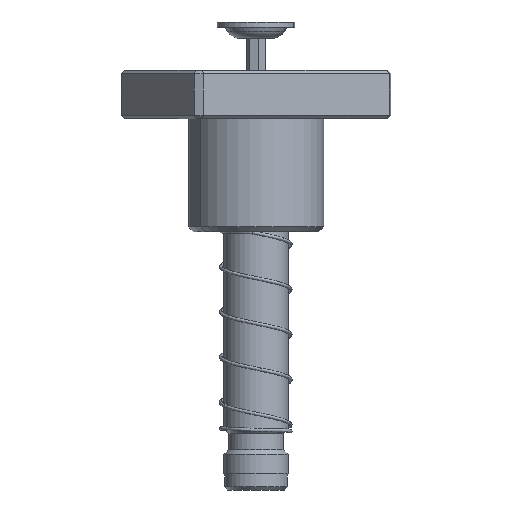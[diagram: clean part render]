
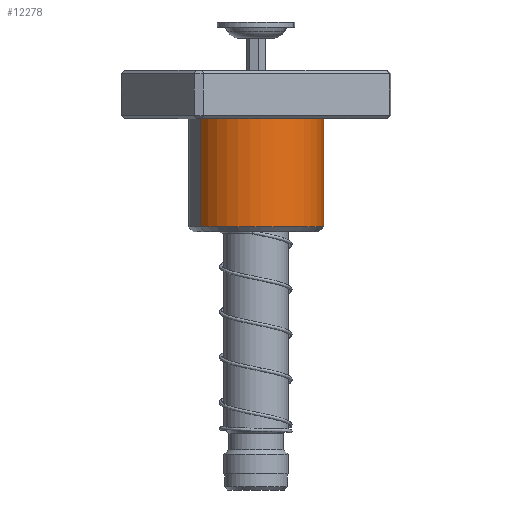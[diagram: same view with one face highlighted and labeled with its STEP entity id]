
A CAD part, front view. The second image highlights one B-rep face of the part: STEP entity #12278.
In plain terms, the highlighted cylindrical face has radius 21 mm (diameter 42 mm), a partial arc.
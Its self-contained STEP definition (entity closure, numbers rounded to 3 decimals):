
#127 = AXIS2_PLACEMENT_3D ( 'NONE', #16901, #12446, #18904 ) ;
#479 = ORIENTED_EDGE ( 'NONE', *, *, #19539, .T. ) ;
#1286 = ORIENTED_EDGE ( 'NONE', *, *, #6671, .F. ) ;
#1544 = CARTESIAN_POINT ( 'NONE',  ( 0., 0., 15. ) ) ;
#1548 = EDGE_CURVE ( 'NONE', #25659, #3659, #17039, .T. ) ;
#1584 = EDGE_CURVE ( 'NONE', #21259, #25659, #20584, .T. ) ;
#2065 = CARTESIAN_POINT ( 'NONE',  ( 0., 0., 48.5 ) ) ;
#2566 = EDGE_LOOP ( 'NONE', ( #1286, #479, #12216, #20998, #22419 ) ) ;
#3659 = VERTEX_POINT ( 'NONE', #20380 ) ;
#5794 = CARTESIAN_POINT ( 'NONE',  ( 21., 0., 50. ) ) ;
#6661 = VECTOR ( 'NONE', #15720, 1000. ) ;
#6671 = EDGE_CURVE ( 'NONE', #15560, #12697, #9512, .T. ) ;
#6833 = EDGE_CURVE ( 'NONE', #3659, #12697, #22371, .T. ) ;
#8024 = CARTESIAN_POINT ( 'NONE',  ( 0., 0., 50. ) ) ;
#8341 = AXIS2_PLACEMENT_3D ( 'NONE', #2065, #20819, #10699 ) ;
#9512 = LINE ( 'NONE', #5794, #6661 ) ;
#9720 = DIRECTION ( 'NONE',  ( 0., 0., 1. ) ) ;
#9949 = CIRCLE ( 'NONE', #8341, 21. ) ;
#10295 = DIRECTION ( 'NONE',  ( -1., 0., 0. ) ) ;
#10699 = DIRECTION ( 'NONE',  ( 1., 0., 0. ) ) ;
#11432 = CARTESIAN_POINT ( 'NONE',  ( 21., 0., 15. ) ) ;
#12216 = ORIENTED_EDGE ( 'NONE', *, *, #1584, .T. ) ;
#12256 = DIRECTION ( 'NONE',  ( 0., 0., -1. ) ) ;
#12278 = ADVANCED_FACE ( 'NONE', ( #19683 ), #14546, .T. ) ;
#12446 = DIRECTION ( 'NONE',  ( 0., 0., 1. ) ) ;
#12697 = VERTEX_POINT ( 'NONE', #11432 ) ;
#13595 = CARTESIAN_POINT ( 'NONE',  ( -21., 0., 48.5 ) ) ;
#13846 = CARTESIAN_POINT ( 'NONE',  ( -21., 0., 50. ) ) ;
#14546 = CYLINDRICAL_SURFACE ( 'NONE', #14764, 21. ) ;
#14764 = AXIS2_PLACEMENT_3D ( 'NONE', #8024, #12256, #10295 ) ;
#15253 = AXIS2_PLACEMENT_3D ( 'NONE', #1544, #9720, #21817 ) ;
#15560 = VERTEX_POINT ( 'NONE', #19097 ) ;
#15720 = DIRECTION ( 'NONE',  ( 0., 0., -1. ) ) ;
#16901 = CARTESIAN_POINT ( 'NONE',  ( 0., 0., 15. ) ) ;
#17039 = CIRCLE ( 'NONE', #15253, 21. ) ;
#18904 = DIRECTION ( 'NONE',  ( 1., 0., 0. ) ) ;
#19097 = CARTESIAN_POINT ( 'NONE',  ( 21., 0., 48.5 ) ) ;
#19539 = EDGE_CURVE ( 'NONE', #15560, #21259, #9949, .T. ) ;
#19601 = CARTESIAN_POINT ( 'NONE',  ( -21., 0., 15. ) ) ;
#19683 = FACE_OUTER_BOUND ( 'NONE', #2566, .T. ) ;
#19774 = DIRECTION ( 'NONE',  ( 0., 0., -1. ) ) ;
#20380 = CARTESIAN_POINT ( 'NONE',  ( 0., -21., 15. ) ) ;
#20584 = LINE ( 'NONE', #13846, #21836 ) ;
#20819 = DIRECTION ( 'NONE',  ( 0., 0., -1. ) ) ;
#20998 = ORIENTED_EDGE ( 'NONE', *, *, #1548, .T. ) ;
#21259 = VERTEX_POINT ( 'NONE', #13595 ) ;
#21817 = DIRECTION ( 'NONE',  ( 1., 0., 0. ) ) ;
#21836 = VECTOR ( 'NONE', #19774, 1000. ) ;
#22371 = CIRCLE ( 'NONE', #127, 21. ) ;
#22419 = ORIENTED_EDGE ( 'NONE', *, *, #6833, .T. ) ;
#25659 = VERTEX_POINT ( 'NONE', #19601 ) ;
